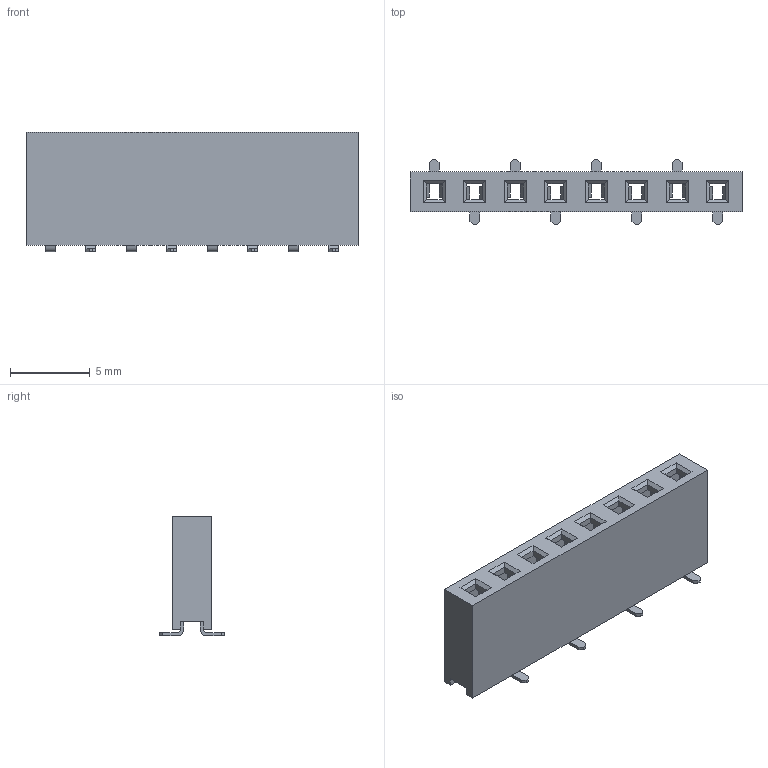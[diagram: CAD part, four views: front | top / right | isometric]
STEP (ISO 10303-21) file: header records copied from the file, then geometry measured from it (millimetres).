
FILE_DESCRIPTION(/* description */ ('Unknown'),/* implementation_level */ '2;1');
FILE_NAME(/* name */ '61000811921',/* time_stamp */ '2015-12-18T09:34:12+01:00',/* author */ ('Unknown'),/* organization */ ('Unknown'),/* preprocessor_version */ 'ST-DEVELOPER v16',/* originating_system */ 'DEX',/* authorisation */ $);
FILE_SCHEMA (('AUTOMOTIVE_DESIGN {1 0 10303 214 3 1 1}'));
Length unit declared in the file: millimetre
Products named in the file (3): 6100xx11921; 6100081xx21; 6100xx1xx21_PIN
Assembly tree (9 placements, depth 2):
  6100xx11921
    6100081xx21
    6100xx1xx21_PIN  x8
Bounding box: 20.82 x 4.05 x 7.51 mm (x, y, z)
Volume: 239.7 mm3; surface area: 1140.1 mm2
Topology: 9 solids, 9 shells, 650 faces, 1768 edges, 1136 vertices
Faces by surface type: plane 426, cylinder 192, bspline 32
Entity records: 5494 total; most frequent: CARTESIAN_POINT 998, ORIENTED_EDGE 932, DIRECTION 866, EDGE_CURVE 466, LINE 410, VECTOR 410, VERTEX_POINT 296, AXIS2_PLACEMENT_3D 228
